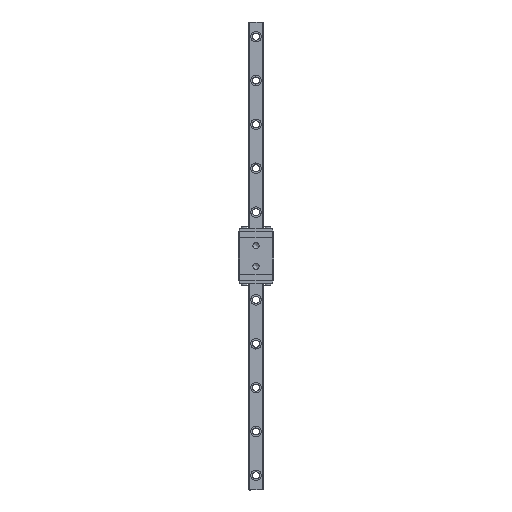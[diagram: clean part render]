
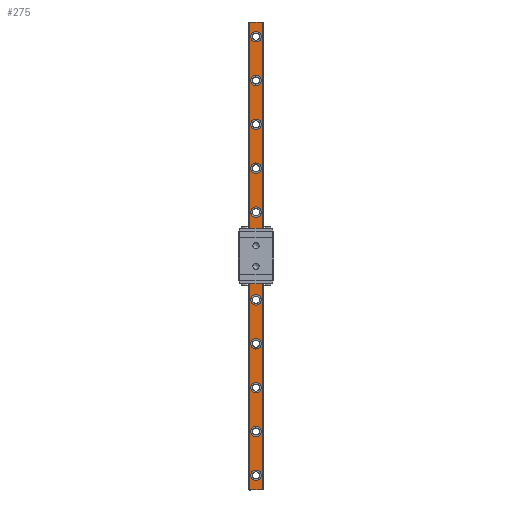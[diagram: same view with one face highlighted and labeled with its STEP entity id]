
A CAD part, top view. The second image highlights one B-rep face of the part: STEP entity #275.
In plain terms, the highlighted planar face has unit normal (0, 0, 1).
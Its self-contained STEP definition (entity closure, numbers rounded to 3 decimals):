
#275 = ADVANCED_FACE( '', ( #713, #714, #715, #716, #717, #718, #719, #720, #721, #722, #723, #724 ), #725, .T. );
#713 = FACE_BOUND( '', #1395, .T. );
#714 = FACE_BOUND( '', #1396, .T. );
#715 = FACE_BOUND( '', #1397, .T. );
#716 = FACE_BOUND( '', #1398, .T. );
#717 = FACE_BOUND( '', #1399, .T. );
#718 = FACE_BOUND( '', #1400, .T. );
#719 = FACE_BOUND( '', #1401, .T. );
#720 = FACE_BOUND( '', #1402, .T. );
#721 = FACE_BOUND( '', #1403, .T. );
#722 = FACE_BOUND( '', #1404, .T. );
#723 = FACE_BOUND( '', #1405, .T. );
#724 = FACE_OUTER_BOUND( '', #1406, .T. );
#725 = PLANE( '', #1407 );
#1395 = EDGE_LOOP( '', ( #2089 ) );
#1396 = EDGE_LOOP( '', ( #2090 ) );
#1397 = EDGE_LOOP( '', ( #2091 ) );
#1398 = EDGE_LOOP( '', ( #2092 ) );
#1399 = EDGE_LOOP( '', ( #2093 ) );
#1400 = EDGE_LOOP( '', ( #2094 ) );
#1401 = EDGE_LOOP( '', ( #2095 ) );
#1402 = EDGE_LOOP( '', ( #2096 ) );
#1403 = EDGE_LOOP( '', ( #2097 ) );
#1404 = EDGE_LOOP( '', ( #2098 ) );
#1405 = EDGE_LOOP( '', ( #2099 ) );
#1406 = EDGE_LOOP( '', ( #2100, #2101, #2102, #2103 ) );
#1407 = AXIS2_PLACEMENT_3D( '', #2104, #2105, #2106 );
#2089 = ORIENTED_EDGE( '', *, *, #3818, .T. );
#2090 = ORIENTED_EDGE( '', *, *, #3819, .T. );
#2091 = ORIENTED_EDGE( '', *, *, #3820, .T. );
#2092 = ORIENTED_EDGE( '', *, *, #3821, .T. );
#2093 = ORIENTED_EDGE( '', *, *, #3822, .T. );
#2094 = ORIENTED_EDGE( '', *, *, #3823, .T. );
#2095 = ORIENTED_EDGE( '', *, *, #3824, .T. );
#2096 = ORIENTED_EDGE( '', *, *, #3825, .T. );
#2097 = ORIENTED_EDGE( '', *, *, #3826, .T. );
#2098 = ORIENTED_EDGE( '', *, *, #3827, .T. );
#2099 = ORIENTED_EDGE( '', *, *, #3828, .T. );
#2100 = ORIENTED_EDGE( '', *, *, #3829, .F. );
#2101 = ORIENTED_EDGE( '', *, *, #3830, .F. );
#2102 = ORIENTED_EDGE( '', *, *, #3831, .T. );
#2103 = ORIENTED_EDGE( '', *, *, #3832, .T. );
#2104 = CARTESIAN_POINT( '', ( 2.074, -80., 3.7 ) );
#2105 = DIRECTION( '', ( 0., 0., 1. ) );
#2106 = DIRECTION( '', ( 1., 0., 0. ) );
#3818 = EDGE_CURVE( '', #4515, #4515, #4516, .T. );
#3819 = EDGE_CURVE( '', #4517, #4517, #4518, .T. );
#3820 = EDGE_CURVE( '', #4519, #4519, #4520, .T. );
#3821 = EDGE_CURVE( '', #4521, #4521, #4522, .T. );
#3822 = EDGE_CURVE( '', #4523, #4523, #4524, .T. );
#3823 = EDGE_CURVE( '', #4525, #4525, #4526, .T. );
#3824 = EDGE_CURVE( '', #4527, #4527, #4528, .T. );
#3825 = EDGE_CURVE( '', #4529, #4529, #4530, .T. );
#3826 = EDGE_CURVE( '', #4531, #4531, #4532, .T. );
#3827 = EDGE_CURVE( '', #4533, #4533, #4534, .T. );
#3828 = EDGE_CURVE( '', #4535, #4535, #4536, .T. );
#3829 = EDGE_CURVE( '', #4537, #4538, #4539, .T. );
#3830 = EDGE_CURVE( '', #4540, #4537, #4541, .T. );
#3831 = EDGE_CURVE( '', #4540, #4542, #4543, .T. );
#3832 = EDGE_CURVE( '', #4542, #4538, #4544, .T. );
#4515 = VERTEX_POINT( '', #5544 );
#4516 = CIRCLE( '', #5545, 1.8 );
#4517 = VERTEX_POINT( '', #5546 );
#4518 = CIRCLE( '', #5547, 1.8 );
#4519 = VERTEX_POINT( '', #5548 );
#4520 = CIRCLE( '', #5549, 1.8 );
#4521 = VERTEX_POINT( '', #5550 );
#4522 = CIRCLE( '', #5551, 1.8 );
#4523 = VERTEX_POINT( '', #5552 );
#4524 = CIRCLE( '', #5553, 1.8 );
#4525 = VERTEX_POINT( '', #5554 );
#4526 = CIRCLE( '', #5555, 1.8 );
#4527 = VERTEX_POINT( '', #5556 );
#4528 = CIRCLE( '', #5557, 1.8 );
#4529 = VERTEX_POINT( '', #5558 );
#4530 = CIRCLE( '', #5559, 1.8 );
#4531 = VERTEX_POINT( '', #5560 );
#4532 = CIRCLE( '', #5561, 1.8 );
#4533 = VERTEX_POINT( '', #5562 );
#4534 = CIRCLE( '', #5563, 1.8 );
#4535 = VERTEX_POINT( '', #5564 );
#4536 = CIRCLE( '', #5565, 1.8 );
#4537 = VERTEX_POINT( '', #5566 );
#4538 = VERTEX_POINT( '', #5567 );
#4539 = LINE( '', #5568, #5569 );
#4540 = VERTEX_POINT( '', #5570 );
#4541 = LINE( '', #5571, #5572 );
#4542 = VERTEX_POINT( '', #5573 );
#4543 = LINE( '', #5574, #5575 );
#4544 = LINE( '', #5576, #5577 );
#5544 = CARTESIAN_POINT( '', ( 1.8, -75., 3.7 ) );
#5545 = AXIS2_PLACEMENT_3D( '', #6902, #6903, #6904 );
#5546 = CARTESIAN_POINT( '', ( 1.8, -60., 3.7 ) );
#5547 = AXIS2_PLACEMENT_3D( '', #6905, #6906, #6907 );
#5548 = CARTESIAN_POINT( '', ( 1.8, -45., 3.7 ) );
#5549 = AXIS2_PLACEMENT_3D( '', #6908, #6909, #6910 );
#5550 = CARTESIAN_POINT( '', ( 1.8, -30., 3.7 ) );
#5551 = AXIS2_PLACEMENT_3D( '', #6911, #6912, #6913 );
#5552 = CARTESIAN_POINT( '', ( 1.8, -15., 3.7 ) );
#5553 = AXIS2_PLACEMENT_3D( '', #6914, #6915, #6916 );
#5554 = CARTESIAN_POINT( '', ( 1.8, 0., 3.7 ) );
#5555 = AXIS2_PLACEMENT_3D( '', #6917, #6918, #6919 );
#5556 = CARTESIAN_POINT( '', ( 1.8, 15., 3.7 ) );
#5557 = AXIS2_PLACEMENT_3D( '', #6920, #6921, #6922 );
#5558 = CARTESIAN_POINT( '', ( 1.8, 30., 3.7 ) );
#5559 = AXIS2_PLACEMENT_3D( '', #6923, #6924, #6925 );
#5560 = CARTESIAN_POINT( '', ( 1.8, 45., 3.7 ) );
#5561 = AXIS2_PLACEMENT_3D( '', #6926, #6927, #6928 );
#5562 = CARTESIAN_POINT( '', ( 1.8, 60., 3.7 ) );
#5563 = AXIS2_PLACEMENT_3D( '', #6929, #6930, #6931 );
#5564 = CARTESIAN_POINT( '', ( 1.8, 75., 3.7 ) );
#5565 = AXIS2_PLACEMENT_3D( '', #6932, #6933, #6934 );
#5566 = CARTESIAN_POINT( '', ( -2.074, 80., 3.7 ) );
#5567 = CARTESIAN_POINT( '', ( 2.074, 80., 3.7 ) );
#5568 = CARTESIAN_POINT( '', ( 2.074, 80., 3.7 ) );
#5569 = VECTOR( '', #6935, 1000. );
#5570 = CARTESIAN_POINT( '', ( -2.074, -80., 3.7 ) );
#5571 = CARTESIAN_POINT( '', ( -2.074, -80., 3.7 ) );
#5572 = VECTOR( '', #6936, 1000. );
#5573 = CARTESIAN_POINT( '', ( 2.074, -80., 3.7 ) );
#5574 = CARTESIAN_POINT( '', ( 2.074, -80., 3.7 ) );
#5575 = VECTOR( '', #6937, 1000. );
#5576 = CARTESIAN_POINT( '', ( 2.074, -80., 3.7 ) );
#5577 = VECTOR( '', #6938, 1000. );
#6902 = CARTESIAN_POINT( '', ( 0., -75., 3.7 ) );
#6903 = DIRECTION( '', ( 0., 0., -1. ) );
#6904 = DIRECTION( '', ( 1., 0., 0. ) );
#6905 = CARTESIAN_POINT( '', ( 0., -60., 3.7 ) );
#6906 = DIRECTION( '', ( 0., 0., -1. ) );
#6907 = DIRECTION( '', ( 1., 0., 0. ) );
#6908 = CARTESIAN_POINT( '', ( 0., -45., 3.7 ) );
#6909 = DIRECTION( '', ( 0., 0., -1. ) );
#6910 = DIRECTION( '', ( 1., 0., 0. ) );
#6911 = CARTESIAN_POINT( '', ( 0., -30., 3.7 ) );
#6912 = DIRECTION( '', ( 0., 0., -1. ) );
#6913 = DIRECTION( '', ( 1., 0., 0. ) );
#6914 = CARTESIAN_POINT( '', ( 0., -15., 3.7 ) );
#6915 = DIRECTION( '', ( 0., 0., -1. ) );
#6916 = DIRECTION( '', ( 1., 0., 0. ) );
#6917 = CARTESIAN_POINT( '', ( 0., 0., 3.7 ) );
#6918 = DIRECTION( '', ( 0., 0., -1. ) );
#6919 = DIRECTION( '', ( 1., 0., 0. ) );
#6920 = CARTESIAN_POINT( '', ( 0., 15., 3.7 ) );
#6921 = DIRECTION( '', ( 0., 0., -1. ) );
#6922 = DIRECTION( '', ( 1., 0., 0. ) );
#6923 = CARTESIAN_POINT( '', ( 0., 30., 3.7 ) );
#6924 = DIRECTION( '', ( 0., 0., -1. ) );
#6925 = DIRECTION( '', ( 1., 0., 0. ) );
#6926 = CARTESIAN_POINT( '', ( 0., 45., 3.7 ) );
#6927 = DIRECTION( '', ( 0., 0., -1. ) );
#6928 = DIRECTION( '', ( 1., 0., 0. ) );
#6929 = CARTESIAN_POINT( '', ( 0., 60., 3.7 ) );
#6930 = DIRECTION( '', ( 0., 0., -1. ) );
#6931 = DIRECTION( '', ( 1., 0., 0. ) );
#6932 = CARTESIAN_POINT( '', ( 0., 75., 3.7 ) );
#6933 = DIRECTION( '', ( 0., 0., -1. ) );
#6934 = DIRECTION( '', ( 1., 0., 0. ) );
#6935 = DIRECTION( '', ( 1., 0., 0. ) );
#6936 = DIRECTION( '', ( 0., 1., 0. ) );
#6937 = DIRECTION( '', ( 1., 0., 0. ) );
#6938 = DIRECTION( '', ( 0., 1., 0. ) );
